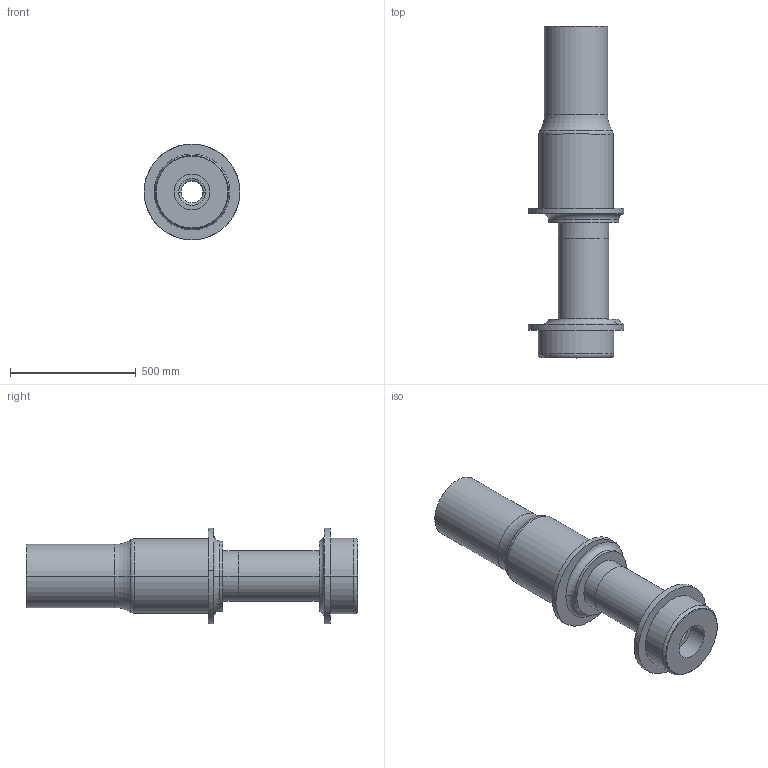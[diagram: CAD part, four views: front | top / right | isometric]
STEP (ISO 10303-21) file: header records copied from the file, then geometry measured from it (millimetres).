
FILE_DESCRIPTION((''),'2;1');
FILE_NAME('TRE_MD_52P5_E1P2_ARM_FIN','2025-10-05T11:31:20',('ricca'),(''),'CREO PARAMETRIC BY PTC INC, 2022073','CREO PARAMETRIC BY PTC INC, 2022073','');
FILE_SCHEMA(('CONFIG_CONTROL_DESIGN'));
Length unit declared in the file: millimetre
Products named in the file (1): TRE_MD_52P5_E1P2_ARM_FIN
Bounding box: 381 x 1321.14 x 381 mm (x, y, z)
Volume: 54499878.3 mm3; surface area: 1977654.5 mm2
Topology: 2 solids, 2 shells, 58 faces, 125 edges, 77 vertices
Faces by surface type: cylinder 22, plane 18, torus 13, bspline 3, cone 2
Entity records: 2921 total; most frequent: CARTESIAN_POINT 1567, DIRECTION 306, ORIENTED_EDGE 250, AXIS2_PLACEMENT_3D 132, EDGE_CURVE 125, VERTEX_POINT 77, CIRCLE 77, EDGE_LOOP 68
